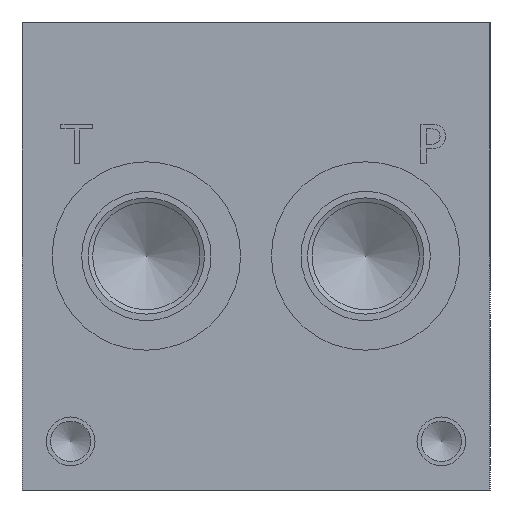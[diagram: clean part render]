
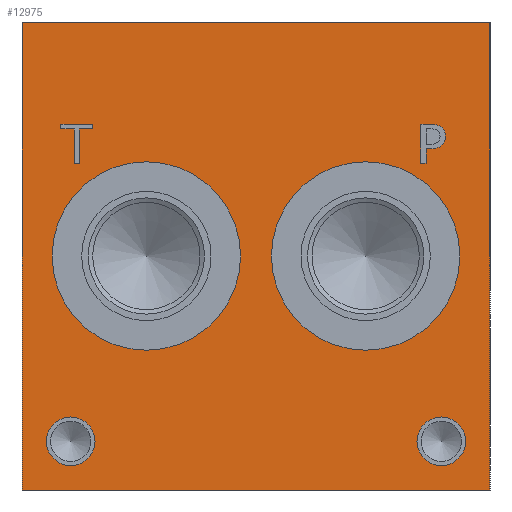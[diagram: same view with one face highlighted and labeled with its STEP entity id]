
A CAD part, left-side view. The second image highlights one B-rep face of the part: STEP entity #12975.
In plain terms, the highlighted planar face has unit normal (-1, 0, 0).
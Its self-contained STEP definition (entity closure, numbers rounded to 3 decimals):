
#209=CIRCLE('',#13613,15.342);
#210=CIRCLE('',#13614,15.342);
#211=CIRCLE('',#13615,3.962);
#212=CIRCLE('',#13616,3.962);
#488=FACE_BOUND('',#2231,.T.);
#489=FACE_BOUND('',#2232,.T.);
#490=FACE_BOUND('',#2233,.T.);
#491=FACE_BOUND('',#2234,.T.);
#492=FACE_BOUND('',#2235,.T.);
#493=FACE_BOUND('',#2236,.T.);
#817=B_SPLINE_CURVE_WITH_KNOTS('',2,(#21257,#21258,#21259,#21260),
 .UNSPECIFIED.,.F.,.F.,(3,1,3),(0.,1.,2.),.UNSPECIFIED.);
#819=B_SPLINE_CURVE_WITH_KNOTS('',2,(#21278,#21279,#21280,#21281),
 .UNSPECIFIED.,.F.,.F.,(3,1,3),(0.,1.,2.),.UNSPECIFIED.);
#821=B_SPLINE_CURVE_WITH_KNOTS('',2,(#21327,#21328,#21329,#21330),
 .UNSPECIFIED.,.F.,.F.,(3,1,3),(0.,1.,2.),.UNSPECIFIED.);
#823=B_SPLINE_CURVE_WITH_KNOTS('',2,(#21345,#21346,#21347,#21348),
 .UNSPECIFIED.,.F.,.F.,(3,1,3),(0.,1.,2.),.UNSPECIFIED.);
#1436=FACE_OUTER_BOUND('',#2230,.T.);
#2230=EDGE_LOOP('',(#10683,#10684,#10685,#10686));
#2231=EDGE_LOOP('',(#10687));
#2232=EDGE_LOOP('',(#10688));
#2233=EDGE_LOOP('',(#10689));
#2234=EDGE_LOOP('',(#10690));
#2235=EDGE_LOOP('',(#10691,#10692,#10693,#10694,#10695,#10696,#10697,#10698));
#2236=EDGE_LOOP('',(#10699,#10700,#10701,#10702,#10703,#10704,#10705,#10706,
#10707));
#2901=LINE('',#19420,#4183);
#3618=LINE('',#21290,#4900);
#3621=LINE('',#21296,#4903);
#3624=LINE('',#21302,#4906);
#3627=LINE('',#21308,#4909);
#3630=LINE('',#21314,#4912);
#3634=LINE('',#21356,#4916);
#3635=LINE('',#21358,#4917);
#3636=LINE('',#21359,#4918);
#3637=LINE('',#21370,#4919);
#3638=LINE('',#21372,#4920);
#3639=LINE('',#21374,#4921);
#3640=LINE('',#21376,#4922);
#3641=LINE('',#21378,#4923);
#3642=LINE('',#21380,#4924);
#3643=LINE('',#21382,#4925);
#3644=LINE('',#21383,#4926);
#4183=VECTOR('',#14593,10.);
#4900=VECTOR('',#15870,10.);
#4903=VECTOR('',#15875,10.);
#4906=VECTOR('',#15880,10.);
#4909=VECTOR('',#15885,10.);
#4912=VECTOR('',#15890,10.);
#4916=VECTOR('',#15898,10.);
#4917=VECTOR('',#15899,10.);
#4918=VECTOR('',#15900,10.);
#4919=VECTOR('',#15909,10.);
#4920=VECTOR('',#15910,10.);
#4921=VECTOR('',#15911,10.);
#4922=VECTOR('',#15912,10.);
#4923=VECTOR('',#15913,10.);
#4924=VECTOR('',#15914,10.);
#4925=VECTOR('',#15915,10.);
#4926=VECTOR('',#15916,10.);
#5484=VERTEX_POINT('',#19413);
#5487=VERTEX_POINT('',#19418);
#6002=VERTEX_POINT('',#21255);
#6003=VERTEX_POINT('',#21256);
#6006=VERTEX_POINT('',#21277);
#6008=VERTEX_POINT('',#21289);
#6010=VERTEX_POINT('',#21295);
#6012=VERTEX_POINT('',#21301);
#6014=VERTEX_POINT('',#21307);
#6016=VERTEX_POINT('',#21313);
#6018=VERTEX_POINT('',#21326);
#6020=VERTEX_POINT('',#21355);
#6021=VERTEX_POINT('',#21357);
#6022=VERTEX_POINT('',#21360);
#6023=VERTEX_POINT('',#21362);
#6024=VERTEX_POINT('',#21364);
#6025=VERTEX_POINT('',#21366);
#6026=VERTEX_POINT('',#21368);
#6027=VERTEX_POINT('',#21369);
#6028=VERTEX_POINT('',#21371);
#6029=VERTEX_POINT('',#21373);
#6030=VERTEX_POINT('',#21375);
#6031=VERTEX_POINT('',#21377);
#6032=VERTEX_POINT('',#21379);
#6033=VERTEX_POINT('',#21381);
#6845=EDGE_CURVE('',#5484,#5487,#2901,.T.);
#7611=EDGE_CURVE('',#6002,#6003,#817,.T.);
#7615=EDGE_CURVE('',#6006,#6002,#819,.T.);
#7618=EDGE_CURVE('',#6008,#6006,#3618,.T.);
#7621=EDGE_CURVE('',#6010,#6008,#3621,.T.);
#7624=EDGE_CURVE('',#6012,#6010,#3624,.T.);
#7627=EDGE_CURVE('',#6014,#6012,#3627,.T.);
#7630=EDGE_CURVE('',#6016,#6014,#3630,.T.);
#7633=EDGE_CURVE('',#6018,#6016,#821,.T.);
#7636=EDGE_CURVE('',#6003,#6018,#823,.T.);
#7638=EDGE_CURVE('',#6020,#5484,#3634,.T.);
#7639=EDGE_CURVE('',#6021,#5487,#3635,.T.);
#7640=EDGE_CURVE('',#6020,#6021,#3636,.T.);
#7641=EDGE_CURVE('',#6022,#6022,#209,.T.);
#7642=EDGE_CURVE('',#6023,#6023,#210,.T.);
#7643=EDGE_CURVE('',#6024,#6024,#211,.T.);
#7644=EDGE_CURVE('',#6025,#6025,#212,.T.);
#7645=EDGE_CURVE('',#6026,#6027,#3637,.T.);
#7646=EDGE_CURVE('',#6027,#6028,#3638,.T.);
#7647=EDGE_CURVE('',#6028,#6029,#3639,.T.);
#7648=EDGE_CURVE('',#6029,#6030,#3640,.T.);
#7649=EDGE_CURVE('',#6030,#6031,#3641,.T.);
#7650=EDGE_CURVE('',#6031,#6032,#3642,.T.);
#7651=EDGE_CURVE('',#6032,#6033,#3643,.T.);
#7652=EDGE_CURVE('',#6033,#6026,#3644,.T.);
#10683=ORIENTED_EDGE('',*,*,#7638,.T.);
#10684=ORIENTED_EDGE('',*,*,#6845,.T.);
#10685=ORIENTED_EDGE('',*,*,#7639,.F.);
#10686=ORIENTED_EDGE('',*,*,#7640,.F.);
#10687=ORIENTED_EDGE('',*,*,#7641,.T.);
#10688=ORIENTED_EDGE('',*,*,#7642,.T.);
#10689=ORIENTED_EDGE('',*,*,#7643,.T.);
#10690=ORIENTED_EDGE('',*,*,#7644,.T.);
#10691=ORIENTED_EDGE('',*,*,#7645,.T.);
#10692=ORIENTED_EDGE('',*,*,#7646,.T.);
#10693=ORIENTED_EDGE('',*,*,#7647,.T.);
#10694=ORIENTED_EDGE('',*,*,#7648,.T.);
#10695=ORIENTED_EDGE('',*,*,#7649,.T.);
#10696=ORIENTED_EDGE('',*,*,#7650,.T.);
#10697=ORIENTED_EDGE('',*,*,#7651,.T.);
#10698=ORIENTED_EDGE('',*,*,#7652,.T.);
#10699=ORIENTED_EDGE('',*,*,#7611,.T.);
#10700=ORIENTED_EDGE('',*,*,#7636,.T.);
#10701=ORIENTED_EDGE('',*,*,#7633,.T.);
#10702=ORIENTED_EDGE('',*,*,#7630,.T.);
#10703=ORIENTED_EDGE('',*,*,#7627,.T.);
#10704=ORIENTED_EDGE('',*,*,#7624,.T.);
#10705=ORIENTED_EDGE('',*,*,#7621,.T.);
#10706=ORIENTED_EDGE('',*,*,#7618,.T.);
#10707=ORIENTED_EDGE('',*,*,#7615,.T.);
#11948=PLANE('',#13612);
#12975=ADVANCED_FACE('',(#1436,#488,#489,#490,#491,#492,#493),#11948,.T.);
#13612=AXIS2_PLACEMENT_3D('',#21354,#15896,#15897);
#13613=AXIS2_PLACEMENT_3D('',#21361,#15901,#15902);
#13614=AXIS2_PLACEMENT_3D('',#21363,#15903,#15904);
#13615=AXIS2_PLACEMENT_3D('',#21365,#15905,#15906);
#13616=AXIS2_PLACEMENT_3D('',#21367,#15907,#15908);
#14593=DIRECTION('',(0.,0.,1.));
#15870=DIRECTION('',(0.,-1.,0.));
#15875=DIRECTION('',(0.,0.,1.));
#15880=DIRECTION('',(0.,1.,0.));
#15885=DIRECTION('',(0.,0.,-1.));
#15890=DIRECTION('',(0.,1.,0.));
#15896=DIRECTION('center_axis',(-1.,0.,0.));
#15897=DIRECTION('ref_axis',(0.,-1.,0.));
#15898=DIRECTION('',(0.,-1.,0.));
#15899=DIRECTION('',(0.,-1.,0.));
#15900=DIRECTION('',(0.,0.,1.));
#15901=DIRECTION('center_axis',(1.,0.,0.));
#15902=DIRECTION('ref_axis',(0.,0.,1.));
#15903=DIRECTION('center_axis',(1.,0.,0.));
#15904=DIRECTION('ref_axis',(0.,0.,1.));
#15905=DIRECTION('center_axis',(1.,0.,0.));
#15906=DIRECTION('ref_axis',(0.,1.,0.));
#15907=DIRECTION('center_axis',(1.,0.,0.));
#15908=DIRECTION('ref_axis',(0.,1.,0.));
#15909=DIRECTION('',(0.,1.,0.));
#15910=DIRECTION('',(0.,0.,1.));
#15911=DIRECTION('',(0.,1.,0.));
#15912=DIRECTION('',(0.,0.,1.));
#15913=DIRECTION('',(0.,-1.,0.));
#15914=DIRECTION('',(0.,0.,-1.));
#15915=DIRECTION('',(0.,1.,0.));
#15916=DIRECTION('',(0.,0.,-1.));
#19413=CARTESIAN_POINT('',(0.,0.,0.));
#19418=CARTESIAN_POINT('',(0.,0.,76.2));
#19420=CARTESIAN_POINT('',(0.,0.,0.));
#21255=CARTESIAN_POINT('',(0.,8.006,59.135));
#21256=CARTESIAN_POINT('',(0.,7.249,57.617));
#21257=CARTESIAN_POINT('Ctrl Pts',(0.,8.006,59.135));
#21258=CARTESIAN_POINT('Ctrl Pts',(0.,7.651,58.893));
#21259=CARTESIAN_POINT('Ctrl Pts',(0.,7.249,58.147));
#21260=CARTESIAN_POINT('Ctrl Pts',(0.,7.249,57.617));
#21277=CARTESIAN_POINT('',(0.,9.668,59.531));
#21278=CARTESIAN_POINT('Ctrl Pts',(0.,9.668,59.531));
#21279=CARTESIAN_POINT('Ctrl Pts',(0.,9.102,59.531));
#21280=CARTESIAN_POINT('Ctrl Pts',(0.,8.309,59.346));
#21281=CARTESIAN_POINT('Ctrl Pts',(0.,8.006,59.135));
#21289=CARTESIAN_POINT('',(0.,11.263,59.531));
#21290=CARTESIAN_POINT('',(0.,43.732,59.531));
#21295=CARTESIAN_POINT('',(0.,11.263,53.181));
#21296=CARTESIAN_POINT('',(0.,11.263,26.591));
#21301=CARTESIAN_POINT('',(0.,10.419,53.181));
#21302=CARTESIAN_POINT('',(0.,43.31,53.181));
#21307=CARTESIAN_POINT('',(0.,10.419,55.548));
#21308=CARTESIAN_POINT('',(0.,10.419,27.774));
#21313=CARTESIAN_POINT('',(0.,9.704,55.548));
#21314=CARTESIAN_POINT('',(0.,42.952,55.548));
#21326=CARTESIAN_POINT('',(0.,7.805,56.207));
#21327=CARTESIAN_POINT('Ctrl Pts',(0.,7.805,56.207));
#21328=CARTESIAN_POINT('Ctrl Pts',(0.,8.134,55.883));
#21329=CARTESIAN_POINT('Ctrl Pts',(0.,9.025,55.548));
#21330=CARTESIAN_POINT('Ctrl Pts',(0.,9.704,55.548));
#21345=CARTESIAN_POINT('Ctrl Pts',(0.,7.249,57.617));
#21346=CARTESIAN_POINT('Ctrl Pts',(0.,7.249,57.205));
#21347=CARTESIAN_POINT('Ctrl Pts',(0.,7.543,56.464));
#21348=CARTESIAN_POINT('Ctrl Pts',(0.,7.805,56.207));
#21354=CARTESIAN_POINT('Origin',(0.,76.2,0.));
#21355=CARTESIAN_POINT('',(0.,76.2,0.));
#21356=CARTESIAN_POINT('',(0.,76.2,0.));
#21357=CARTESIAN_POINT('',(0.,76.2,76.2));
#21358=CARTESIAN_POINT('',(0.,76.2,76.2));
#21359=CARTESIAN_POINT('',(0.,76.2,0.));
#21360=CARTESIAN_POINT('',(0.,55.956,22.758));
#21361=CARTESIAN_POINT('Origin',(0.,55.956,38.1));
#21362=CARTESIAN_POINT('',(0.,20.244,22.758));
#21363=CARTESIAN_POINT('Origin',(0.,20.244,38.1));
#21364=CARTESIAN_POINT('',(0.,64.313,7.925));
#21365=CARTESIAN_POINT('Origin',(0.,68.275,7.925));
#21366=CARTESIAN_POINT('',(0.,3.962,7.925));
#21367=CARTESIAN_POINT('Origin',(0.,7.925,7.925));
#21368=CARTESIAN_POINT('',(0.,66.881,53.181));
#21369=CARTESIAN_POINT('',(0.,67.725,53.181));
#21370=CARTESIAN_POINT('',(0.,71.54,53.181));
#21371=CARTESIAN_POINT('',(0.,67.725,58.78));
#21372=CARTESIAN_POINT('',(0.,67.725,26.591));
#21373=CARTESIAN_POINT('',(0.,69.855,58.78));
#21374=CARTESIAN_POINT('',(0.,71.962,58.78));
#21375=CARTESIAN_POINT('',(0.,69.855,59.531));
#21376=CARTESIAN_POINT('',(0.,69.855,29.39));
#21377=CARTESIAN_POINT('',(0.,64.75,59.531));
#21378=CARTESIAN_POINT('',(0.,73.028,59.531));
#21379=CARTESIAN_POINT('',(0.,64.75,58.78));
#21380=CARTESIAN_POINT('',(0.,64.75,29.766));
#21381=CARTESIAN_POINT('',(0.,66.881,58.78));
#21382=CARTESIAN_POINT('',(0.,70.475,58.78));
#21383=CARTESIAN_POINT('',(0.,66.881,29.39));
